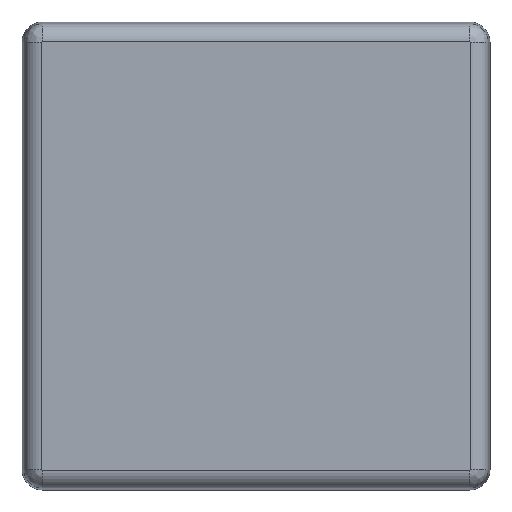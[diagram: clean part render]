
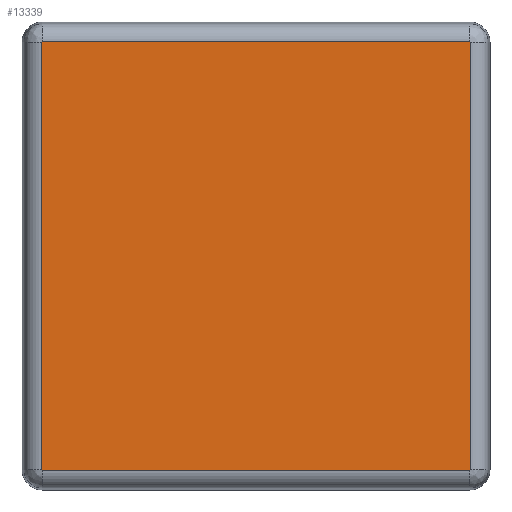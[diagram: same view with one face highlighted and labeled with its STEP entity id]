
A CAD part, front view. The second image highlights one B-rep face of the part: STEP entity #13339.
In plain terms, the highlighted planar face has unit normal (0, -1, 0).
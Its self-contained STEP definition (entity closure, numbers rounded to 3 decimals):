
#11487 = EDGE_CURVE('',#11488,#11490,#11492,.T.);
#11488 = VERTEX_POINT('',#11489);
#11489 = CARTESIAN_POINT('',(36.5,0.,36.659));
#11490 = VERTEX_POINT('',#11491);
#11491 = CARTESIAN_POINT('',(36.659,0.,36.5));
#11492 = CIRCLE('',#11493,0.159);
#11493 = AXIS2_PLACEMENT_3D('',#11494,#11495,#11496);
#11494 = CARTESIAN_POINT('',(36.5,0.,36.5));
#11495 = DIRECTION('',(0.,1.,0.));
#11496 = DIRECTION('',(0.707,-0.,0.707));
#12058 = VERTEX_POINT('',#12059);
#12059 = CARTESIAN_POINT('',(36.659,0.,-36.5));
#12066 = EDGE_CURVE('',#12067,#12058,#12069,.T.);
#12067 = VERTEX_POINT('',#12068);
#12068 = CARTESIAN_POINT('',(36.5,0.,-36.659));
#12069 = CIRCLE('',#12070,0.159);
#12070 = AXIS2_PLACEMENT_3D('',#12071,#12072,#12073);
#12071 = CARTESIAN_POINT('',(36.5,0.,-36.5));
#12072 = DIRECTION('',(0.,-1.,0.));
#12073 = DIRECTION('',(0.707,0.,-0.707));
#12096 = EDGE_CURVE('',#12058,#11490,#12097,.T.);
#12097 = LINE('',#12098,#12099);
#12098 = CARTESIAN_POINT('',(36.659,0.,-28.25));
#12099 = VECTOR('',#12100,1.);
#12100 = DIRECTION('',(0.,0.,1.));
#12634 = VERTEX_POINT('',#12635);
#12635 = CARTESIAN_POINT('',(-36.5,0.,36.659));
#12642 = EDGE_CURVE('',#11488,#12634,#12643,.T.);
#12643 = LINE('',#12644,#12645);
#12644 = CARTESIAN_POINT('',(-10.,0.,36.659));
#12645 = VECTOR('',#12646,1.);
#12646 = DIRECTION('',(-1.,0.,0.));
#12729 = VERTEX_POINT('',#12730);
#12730 = CARTESIAN_POINT('',(-36.659,0.,36.5));
#12737 = EDGE_CURVE('',#12634,#12729,#12738,.T.);
#12738 = CIRCLE('',#12739,0.159);
#12739 = AXIS2_PLACEMENT_3D('',#12740,#12741,#12742);
#12740 = CARTESIAN_POINT('',(-36.5,0.,36.5));
#12741 = DIRECTION('',(0.,-1.,0.));
#12742 = DIRECTION('',(-0.707,0.,0.707));
#13201 = EDGE_CURVE('',#12067,#13202,#13204,.T.);
#13202 = VERTEX_POINT('',#13203);
#13203 = CARTESIAN_POINT('',(-36.5,0.,-36.659));
#13204 = LINE('',#13205,#13206);
#13205 = CARTESIAN_POINT('',(-10.,0.,-36.659));
#13206 = VECTOR('',#13207,1.);
#13207 = DIRECTION('',(-1.,0.,0.));
#13278 = EDGE_CURVE('',#13202,#13279,#13281,.T.);
#13279 = VERTEX_POINT('',#13280);
#13280 = CARTESIAN_POINT('',(-36.659,0.,-36.5));
#13281 = CIRCLE('',#13282,0.159);
#13282 = AXIS2_PLACEMENT_3D('',#13283,#13284,#13285);
#13283 = CARTESIAN_POINT('',(-36.5,0.,-36.5));
#13284 = DIRECTION('',(0.,1.,0.));
#13285 = DIRECTION('',(-0.707,0.,-0.707));
#13309 = EDGE_CURVE('',#13279,#12729,#13310,.T.);
#13310 = LINE('',#13311,#13312);
#13311 = CARTESIAN_POINT('',(-36.659,0.,-28.25));
#13312 = VECTOR('',#13313,1.);
#13313 = DIRECTION('',(0.,0.,1.));
#13339 = ADVANCED_FACE('',(#13340),#13350,.F.);
#13340 = FACE_BOUND('',#13341,.T.);
#13341 = EDGE_LOOP('',(#13342,#13343,#13344,#13345,#13346,#13347,#13348,
    #13349));
#13342 = ORIENTED_EDGE('',*,*,#13201,.F.);
#13343 = ORIENTED_EDGE('',*,*,#12066,.T.);
#13344 = ORIENTED_EDGE('',*,*,#12096,.T.);
#13345 = ORIENTED_EDGE('',*,*,#11487,.F.);
#13346 = ORIENTED_EDGE('',*,*,#12642,.T.);
#13347 = ORIENTED_EDGE('',*,*,#12737,.T.);
#13348 = ORIENTED_EDGE('',*,*,#13309,.F.);
#13349 = ORIENTED_EDGE('',*,*,#13278,.F.);
#13350 = PLANE('',#13351);
#13351 = AXIS2_PLACEMENT_3D('',#13352,#13353,#13354);
#13352 = CARTESIAN_POINT('',(-20.,0.,-20.));
#13353 = DIRECTION('',(0.,1.,0.));
#13354 = DIRECTION('',(0.,-0.,1.));
